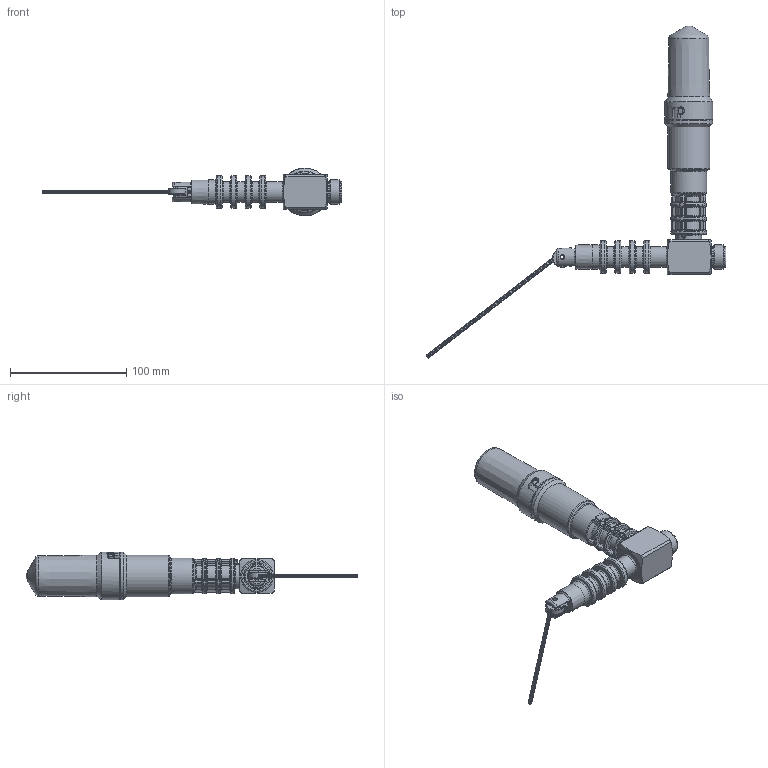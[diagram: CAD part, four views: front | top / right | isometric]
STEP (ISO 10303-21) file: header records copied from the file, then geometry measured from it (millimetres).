
FILE_DESCRIPTION((''),'2;1');
FILE_NAME('gpc1c-000-screw-00.stp','2013-11-20T10:16:27',('nakaot'),(''),'Autodesk Inventor 2012','Autodesk Inventor 2012','');
FILE_SCHEMA(('AUTOMOTIVE_DESIGN { 1 0 10303 214 1 1 1 1 }'));
Length unit declared in the file: millimetre
Products named in the file (1): gpc1c-000-screw-00
Bounding box: 257.71 x 285.21 x 41 mm (x, y, z)
Volume: 195533 mm3; surface area: 77182 mm2
Topology: 2 solids, 9 shells, 1242 faces, 2987 edges, 1848 vertices
Faces by surface type: plane 605, cylinder 312, torus 100, sphere 93, bspline 92, cone 40
Full cylindrical faces by diameter (mm): 0.9 x2, 1.94 x1, 2.8 x1, 3 x3, 3.242 x1, 4 x1, 4.5 x2, 5 x2, 8 x2, 10 x1, 18 x4, 18.226 x1, 18.5 x1, 20.955 x1, 21 x1, 22 x3, 28 x4, 29.09 x1, 30.8 x1, 35.8 x1, 41 x2
Entity records: 56210 total; most frequent: CARTESIAN_POINT 27372, DIRECTION 5594, ORIENTED_EDGE 5582, EDGE_CURVE 2791, AXIS2_PLACEMENT_3D 2007, VERTEX_POINT 1784, VECTOR 1580, LINE 1580
